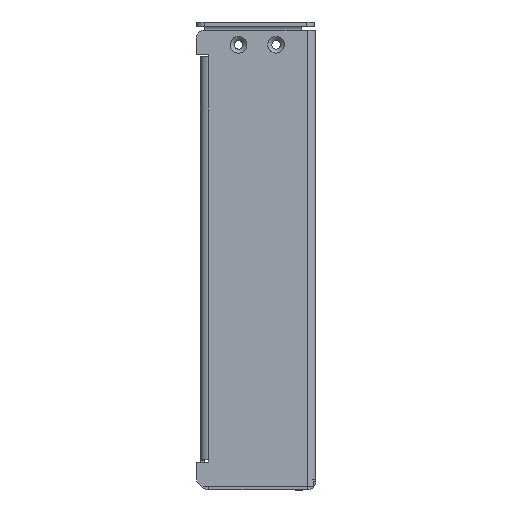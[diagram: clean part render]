
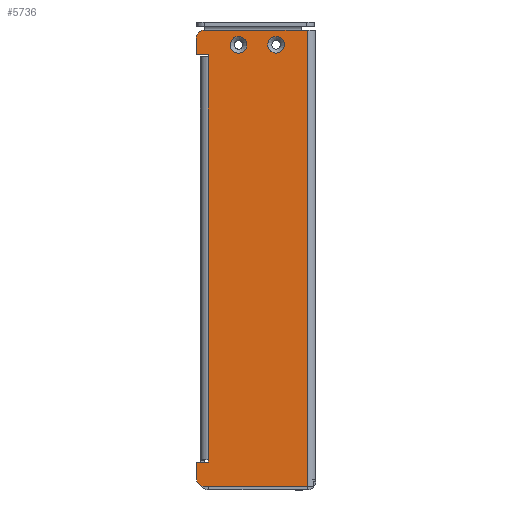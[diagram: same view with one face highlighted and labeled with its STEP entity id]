
A CAD part, left-side view. The second image highlights one B-rep face of the part: STEP entity #5736.
In plain terms, the highlighted planar face has unit normal (-1, 0, 0).
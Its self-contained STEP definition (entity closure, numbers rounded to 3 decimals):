
#43=(
BOUNDED_CURVE()
B_SPLINE_CURVE(3,(#14329,#14330,#14331,#14332,#14333,#14334,#14335,#14336,
#14337,#14338,#14339,#14340,#14341,#14342,#14343,#14344,#14345,#14346,#14347,
#14348,#14349,#14350),.UNSPECIFIED.,.T.,.F.)
B_SPLINE_CURVE_WITH_KNOTS((4,2,2,2,2,2,2,2,2,2,4),(-1.939,-1.808,
-1.564,-1.319,-1.09,-0.862,
-0.651,-0.454,-0.265,-0.102,
0.),.UNSPECIFIED.)
CURVE()
GEOMETRIC_REPRESENTATION_ITEM()
RATIONAL_B_SPLINE_CURVE((1.,1.,1.,1.,1.,1.,1.,1.,1.,1.,1.,1.,1.,1.,1.,1.,
1.,1.,1.,1.,1.,1.))
REPRESENTATION_ITEM('')
);
#96=FACE_BOUND('',#712,.T.);
#97=FACE_BOUND('',#713,.T.);
#150=PLANE('',#6121);
#379=FACE_OUTER_BOUND('',#711,.T.);
#711=EDGE_LOOP('',(#4320,#4321,#4322,#4323,#4324,#4325,#4326,#4327,#4328,
#4329,#4330,#4331,#4332));
#712=EDGE_LOOP('',(#4333));
#713=EDGE_LOOP('',(#4334));
#1029=CIRCLE('',#6122,3.);
#1030=CIRCLE('',#6123,3.);
#1302=B_SPLINE_CURVE_WITH_KNOTS('',3,(#14379,#14380,#14381,#14382,#14383,
#14384,#14385,#14386,#14387,#14388,#14389,#14390,#14391,#14392,#14393,#14394,
#14395),.UNSPECIFIED.,.T.,.F.,(4,1,1,1,1,1,1,1,1,1,1,1,1,1,4),(-1.939,
-1.8,-1.662,-1.523,-1.385,
-1.246,-1.108,-0.877,-0.854,
-0.831,-0.646,-0.554,-0.277,
-0.138,0.),.UNSPECIFIED.);
#1459=LINE('',#14356,#1938);
#1460=LINE('',#14358,#1939);
#1461=LINE('',#14360,#1940);
#1462=LINE('',#14362,#1941);
#1463=LINE('',#14364,#1942);
#1464=LINE('',#14366,#1943);
#1465=LINE('',#14368,#1944);
#1466=LINE('',#14372,#1945);
#1467=LINE('',#14374,#1946);
#1468=LINE('',#14376,#1947);
#1469=LINE('',#14377,#1948);
#1938=VECTOR('',#6882,10.);
#1939=VECTOR('',#6883,10.);
#1940=VECTOR('',#6884,10.);
#1941=VECTOR('',#6885,10.);
#1942=VECTOR('',#6886,10.);
#1943=VECTOR('',#6887,10.);
#1944=VECTOR('',#6888,10.);
#1945=VECTOR('',#6891,10.);
#1946=VECTOR('',#6892,10.);
#1947=VECTOR('',#6893,10.);
#1948=VECTOR('',#6894,10.);
#2538=VERTEX_POINT('',#14315);
#2540=VERTEX_POINT('',#14352);
#2541=VERTEX_POINT('',#14353);
#2542=VERTEX_POINT('',#14355);
#2543=VERTEX_POINT('',#14357);
#2544=VERTEX_POINT('',#14359);
#2545=VERTEX_POINT('',#14361);
#2546=VERTEX_POINT('',#14363);
#2547=VERTEX_POINT('',#14365);
#2548=VERTEX_POINT('',#14367);
#2549=VERTEX_POINT('',#14369);
#2550=VERTEX_POINT('',#14371);
#2551=VERTEX_POINT('',#14373);
#2552=VERTEX_POINT('',#14375);
#2553=VERTEX_POINT('',#14378);
#3210=EDGE_CURVE('',#2538,#2538,#43,.T.);
#3211=EDGE_CURVE('',#2540,#2541,#1029,.T.);
#3212=EDGE_CURVE('',#2540,#2542,#1459,.T.);
#3213=EDGE_CURVE('',#2542,#2543,#1460,.T.);
#3214=EDGE_CURVE('',#2543,#2544,#1461,.T.);
#3215=EDGE_CURVE('',#2545,#2544,#1462,.T.);
#3216=EDGE_CURVE('',#2545,#2546,#1463,.T.);
#3217=EDGE_CURVE('',#2546,#2547,#1464,.T.);
#3218=EDGE_CURVE('',#2547,#2548,#1465,.T.);
#3219=EDGE_CURVE('',#2548,#2549,#1030,.T.);
#3220=EDGE_CURVE('',#2549,#2550,#1466,.T.);
#3221=EDGE_CURVE('',#2550,#2551,#1467,.T.);
#3222=EDGE_CURVE('',#2551,#2552,#1468,.T.);
#3223=EDGE_CURVE('',#2541,#2552,#1469,.T.);
#3224=EDGE_CURVE('',#2553,#2553,#1302,.T.);
#4320=ORIENTED_EDGE('',*,*,#3211,.F.);
#4321=ORIENTED_EDGE('',*,*,#3212,.T.);
#4322=ORIENTED_EDGE('',*,*,#3213,.T.);
#4323=ORIENTED_EDGE('',*,*,#3214,.T.);
#4324=ORIENTED_EDGE('',*,*,#3215,.F.);
#4325=ORIENTED_EDGE('',*,*,#3216,.T.);
#4326=ORIENTED_EDGE('',*,*,#3217,.T.);
#4327=ORIENTED_EDGE('',*,*,#3218,.T.);
#4328=ORIENTED_EDGE('',*,*,#3219,.T.);
#4329=ORIENTED_EDGE('',*,*,#3220,.T.);
#4330=ORIENTED_EDGE('',*,*,#3221,.T.);
#4331=ORIENTED_EDGE('',*,*,#3222,.T.);
#4332=ORIENTED_EDGE('',*,*,#3223,.F.);
#4333=ORIENTED_EDGE('',*,*,#3224,.F.);
#4334=ORIENTED_EDGE('',*,*,#3210,.F.);
#5736=ADVANCED_FACE('',(#379,#96,#97),#150,.F.);
#6121=AXIS2_PLACEMENT_3D('',#14351,#6878,#6879);
#6122=AXIS2_PLACEMENT_3D('',#14354,#6880,#6881);
#6123=AXIS2_PLACEMENT_3D('',#14370,#6889,#6890);
#6878=DIRECTION('center_axis',(1.,0.,0.));
#6879=DIRECTION('ref_axis',(0.,-1.,0.));
#6880=DIRECTION('center_axis',(1.,0.,0.));
#6881=DIRECTION('ref_axis',(0.,0.707,0.707));
#6882=DIRECTION('',(0.,0.,-1.));
#6883=DIRECTION('',(0.,-1.,0.));
#6884=DIRECTION('',(0.,0.,-1.));
#6885=DIRECTION('',(0.,0.,1.));
#6886=DIRECTION('',(0.,0.,-1.));
#6887=DIRECTION('',(0.,1.,0.));
#6888=DIRECTION('',(0.,0.,-1.));
#6889=DIRECTION('center_axis',(-1.,0.,0.));
#6890=DIRECTION('ref_axis',(0.,0.,
-1.));
#6891=DIRECTION('',(0.,-1.,0.));
#6892=DIRECTION('',(0.,0.,1.));
#6893=DIRECTION('',(0.,1.,0.));
#6894=DIRECTION('',(0.,-1.,0.));
#14315=CARTESIAN_POINT('',(-110.596,27.202,41.281));
#14329=CARTESIAN_POINT('Ctrl Pts',(-110.596,27.202,41.281));
#14330=CARTESIAN_POINT('Ctrl Pts',(-110.596,27.642,41.281));
#14331=CARTESIAN_POINT('Ctrl Pts',(-110.596,28.081,41.186));
#14332=CARTESIAN_POINT('Ctrl Pts',(-110.596,29.225,40.668));
#14333=CARTESIAN_POINT('Ctrl Pts',(-110.596,29.824,40.025));
#14334=CARTESIAN_POINT('Ctrl Pts',(-110.596,30.394,38.491));
#14335=CARTESIAN_POINT('Ctrl Pts',(-110.596,30.357,37.607));
#14336=CARTESIAN_POINT('Ctrl Pts',(-110.596,29.682,36.17));
#14337=CARTESIAN_POINT('Ctrl Pts',(-110.596,29.09,35.605));
#14338=CARTESIAN_POINT('Ctrl Pts',(-110.596,27.674,35.023));
#14339=CARTESIAN_POINT('Ctrl Pts',(-110.596,26.859,35.006));
#14340=CARTESIAN_POINT('Ctrl Pts',(-110.596,25.479,35.509));
#14341=CARTESIAN_POINT('Ctrl Pts',(-110.596,24.905,35.983));
#14342=CARTESIAN_POINT('Ctrl Pts',(-110.596,24.203,37.154));
#14343=CARTESIAN_POINT('Ctrl Pts',(-110.596,24.051,37.833));
#14344=CARTESIAN_POINT('Ctrl Pts',(-110.596,24.181,39.119));
#14345=CARTESIAN_POINT('Ctrl Pts',(-110.596,24.441,39.726));
#14346=CARTESIAN_POINT('Ctrl Pts',(-110.596,25.21,40.618));
#14347=CARTESIAN_POINT('Ctrl Pts',(-110.596,25.678,40.935));
#14348=CARTESIAN_POINT('Ctrl Pts',(-110.596,26.519,41.224));
#14349=CARTESIAN_POINT('Ctrl Pts',(-110.596,26.86,41.281));
#14350=CARTESIAN_POINT('Ctrl Pts',(-110.596,27.202,41.281));
#14351=CARTESIAN_POINT('Origin',(-110.596,-233.9,54.674));
#14352=CARTESIAN_POINT('',(-110.596,42.9,40.681));
#14353=CARTESIAN_POINT('',(-110.596,39.9,43.681));
#14354=CARTESIAN_POINT('Origin',(-110.596,39.9,40.681));
#14355=CARTESIAN_POINT('',(-110.596,42.9,34.681));
#14356=CARTESIAN_POINT('',(-110.596,42.9,40.681));
#14357=CARTESIAN_POINT('',(-110.596,38.4,34.681));
#14358=CARTESIAN_POINT('',(-110.596,38.4,34.681));
#14359=CARTESIAN_POINT('',(-110.596,38.4,33.681));
#14360=CARTESIAN_POINT('',(-110.596,38.4,33.681));
#14361=CARTESIAN_POINT('',(-110.596,38.4,-116.319));
#14362=CARTESIAN_POINT('',(-110.596,38.4,27.337));
#14363=CARTESIAN_POINT('',(-110.596,38.4,-117.319));
#14364=CARTESIAN_POINT('',(-110.596,38.4,-116.319));
#14365=CARTESIAN_POINT('',(-110.596,42.9,-117.319));
#14366=CARTESIAN_POINT('',(-110.596,38.4,-117.319));
#14367=CARTESIAN_POINT('',(-110.596,42.9,-123.319));
#14368=CARTESIAN_POINT('',(-110.596,42.9,40.681));
#14369=CARTESIAN_POINT('',(-110.596,39.9,-126.319));
#14370=CARTESIAN_POINT('Origin',(-110.596,39.9,-123.319));
#14371=CARTESIAN_POINT('',(-110.596,1.5,-126.319));
#14372=CARTESIAN_POINT('',(-110.596,-252.9,-126.319));
#14373=CARTESIAN_POINT('',(-110.596,1.5,43.681));
#14374=CARTESIAN_POINT('',(-110.596,1.5,27.337));
#14375=CARTESIAN_POINT('',(-110.596,3.9,43.681));
#14376=CARTESIAN_POINT('',(-110.596,3.9,43.681));
#14377=CARTESIAN_POINT('',(-110.596,-116.95,43.681));
#14378=CARTESIAN_POINT('',(-110.596,13.2,41.299));
#14379=CARTESIAN_POINT('Ctrl Pts',(-110.596,13.2,41.299));
#14380=CARTESIAN_POINT('Ctrl Pts',(-110.596,13.664,41.299));
#14381=CARTESIAN_POINT('Ctrl Pts',(-110.596,14.591,41.087));
#14382=CARTESIAN_POINT('Ctrl Pts',(-110.596,15.707,40.198));
#14383=CARTESIAN_POINT('Ctrl Pts',(-110.596,16.325,38.913));
#14384=CARTESIAN_POINT('Ctrl Pts',(-110.596,16.325,37.485));
#14385=CARTESIAN_POINT('Ctrl Pts',(-110.596,15.705,36.202));
#14386=CARTESIAN_POINT('Ctrl Pts',(-110.596,14.343,35.11));
#14387=CARTESIAN_POINT('Ctrl Pts',(-110.596,12.94,35.001));
#14388=CARTESIAN_POINT('Ctrl Pts',(-110.596,12.065,35.311));
#14389=CARTESIAN_POINT('Ctrl Pts',(-110.596,11.354,35.619));
#14390=CARTESIAN_POINT('Ctrl Pts',(-110.596,10.589,36.334));
#14391=CARTESIAN_POINT('Ctrl Pts',(-110.596,9.896,38.083));
#14392=CARTESIAN_POINT('Ctrl Pts',(-110.596,10.313,39.903));
#14393=CARTESIAN_POINT('Ctrl Pts',(-110.596,11.814,41.086));
#14394=CARTESIAN_POINT('Ctrl Pts',(-110.596,12.736,41.299));
#14395=CARTESIAN_POINT('Ctrl Pts',(-110.596,13.2,41.299));
